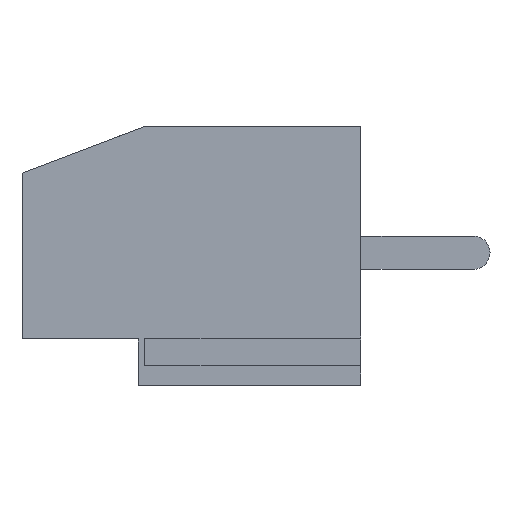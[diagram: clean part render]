
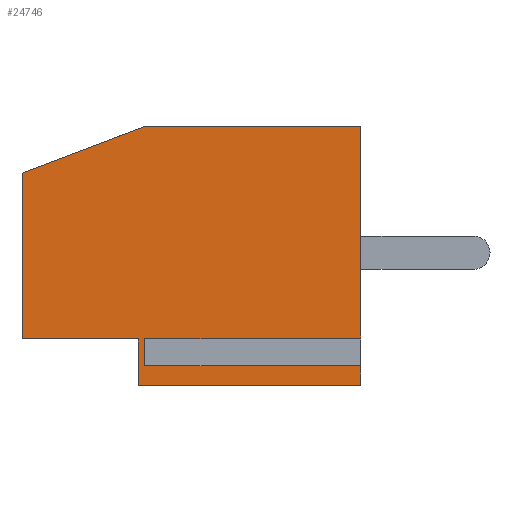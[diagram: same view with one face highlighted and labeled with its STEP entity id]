
A CAD part, left-side view. The second image highlights one B-rep face of the part: STEP entity #24746.
In plain terms, the highlighted planar face has unit normal (-1, 0, 0).
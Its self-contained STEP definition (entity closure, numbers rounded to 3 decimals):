
#536 = DIRECTION ( 'NONE',  ( 0., -0.935, 0.354 ) ) ;
#1110 = VERTEX_POINT ( 'NONE', #1258 ) ;
#1258 = CARTESIAN_POINT ( 'NONE',  ( 0., 6.7, 0. ) ) ;
#1346 = LINE ( 'NONE', #26373, #2731 ) ;
#1767 = VERTEX_POINT ( 'NONE', #2333 ) ;
#1802 = LINE ( 'NONE', #10167, #14436 ) ;
#1875 = VERTEX_POINT ( 'NONE', #16866 ) ;
#2333 = CARTESIAN_POINT ( 'NONE',  ( 0., 0., 0.782 ) ) ;
#2606 = DIRECTION ( 'NONE',  ( 0., 0., -1. ) ) ;
#2731 = VECTOR ( 'NONE', #20405, 1000. ) ;
#3058 = VECTOR ( 'NONE', #16520, 1000. ) ;
#3544 = EDGE_LOOP ( 'NONE', ( #26417, #19529, #17193, #20772, #15131, #19650, #6600, #8606, #14299, #6881, #26020 ) ) ;
#3571 = VERTEX_POINT ( 'NONE', #14800 ) ;
#3800 = VECTOR ( 'NONE', #15559, 1000. ) ;
#3911 = VERTEX_POINT ( 'NONE', #8792 ) ;
#3927 = VECTOR ( 'NONE', #18304, 1000. ) ;
#4210 = VECTOR ( 'NONE', #15818, 1000. ) ;
#4687 = LINE ( 'NONE', #13025, #17513 ) ;
#4831 = VERTEX_POINT ( 'NONE', #8035 ) ;
#4851 = CARTESIAN_POINT ( 'NONE',  ( 0., 10.2, 6.4 ) ) ;
#5465 = EDGE_CURVE ( 'NONE', #3571, #4831, #9778, .T. ) ;
#5625 = EDGE_CURVE ( 'NONE', #4831, #6168, #25111, .T. ) ;
#5898 = VERTEX_POINT ( 'NONE', #18083 ) ;
#6090 = EDGE_CURVE ( 'NONE', #3911, #6168, #22268, .T. ) ;
#6168 = VERTEX_POINT ( 'NONE', #24852 ) ;
#6453 = EDGE_CURVE ( 'NONE', #5898, #23061, #1802, .T. ) ;
#6600 = ORIENTED_EDGE ( 'NONE', *, *, #6453, .F. ) ;
#6881 = ORIENTED_EDGE ( 'NONE', *, *, #15295, .T. ) ;
#7231 = VERTEX_POINT ( 'NONE', #17052 ) ;
#7309 = PLANE ( 'NONE',  #18727 ) ;
#7767 = EDGE_CURVE ( 'NONE', #7231, #3571, #10796, .T. ) ;
#8035 = CARTESIAN_POINT ( 'NONE',  ( 0., 0., 1.218 ) ) ;
#8606 = ORIENTED_EDGE ( 'NONE', *, *, #14053, .T. ) ;
#8726 = LINE ( 'NONE', #17074, #4210 ) ;
#8792 = CARTESIAN_POINT ( 'NONE',  ( 0., 6.5, 7.8 ) ) ;
#9084 = CARTESIAN_POINT ( 'NONE',  ( 0., 10.2, 7.8 ) ) ;
#9778 = LINE ( 'NONE', #18121, #16205 ) ;
#10167 = CARTESIAN_POINT ( 'NONE',  ( 0., 10.2, 7.8 ) ) ;
#10796 = LINE ( 'NONE', #24500, #12753 ) ;
#11972 = CARTESIAN_POINT ( 'NONE',  ( 0., 10.2, 7.8 ) ) ;
#12753 = VECTOR ( 'NONE', #19137, 1000. ) ;
#13025 = CARTESIAN_POINT ( 'NONE',  ( 0., 6.7, 1.4 ) ) ;
#13216 = LINE ( 'NONE', #23642, #3800 ) ;
#13435 = DIRECTION ( 'NONE',  ( 0., 0., -1. ) ) ;
#14053 = EDGE_CURVE ( 'NONE', #5898, #1875, #13216, .T. ) ;
#14299 = ORIENTED_EDGE ( 'NONE', *, *, #16619, .T. ) ;
#14436 = VECTOR ( 'NONE', #18522, 1000. ) ;
#14800 = CARTESIAN_POINT ( 'NONE',  ( 0., 6.5, 1.218 ) ) ;
#14811 = CARTESIAN_POINT ( 'NONE',  ( 0., 10.2, 6.4 ) ) ;
#15131 = ORIENTED_EDGE ( 'NONE', *, *, #6090, .F. ) ;
#15295 = EDGE_CURVE ( 'NONE', #1110, #21691, #22710, .T. ) ;
#15559 = DIRECTION ( 'NONE',  ( 0., -1., 0. ) ) ;
#15818 = DIRECTION ( 'NONE',  ( 0., 0., 1. ) ) ;
#16205 = VECTOR ( 'NONE', #26435, 1000. ) ;
#16520 = DIRECTION ( 'NONE',  ( 0., 0., 1. ) ) ;
#16619 = EDGE_CURVE ( 'NONE', #1875, #1110, #4687, .T. ) ;
#16866 = CARTESIAN_POINT ( 'NONE',  ( 0., 6.7, 1.4 ) ) ;
#17052 = CARTESIAN_POINT ( 'NONE',  ( 0., 6.5, 0.782 ) ) ;
#17074 = CARTESIAN_POINT ( 'NONE',  ( 0., 0., 7.8 ) ) ;
#17193 = ORIENTED_EDGE ( 'NONE', *, *, #5465, .T. ) ;
#17370 = DIRECTION ( 'NONE',  ( 0., -1., 0. ) ) ;
#17513 = VECTOR ( 'NONE', #2606, 1000. ) ;
#18083 = CARTESIAN_POINT ( 'NONE',  ( 0., 10.2, 1.4 ) ) ;
#18121 = CARTESIAN_POINT ( 'NONE',  ( 0., 6.5, 1.218 ) ) ;
#18304 = DIRECTION ( 'NONE',  ( 0., -1., 0. ) ) ;
#18522 = DIRECTION ( 'NONE',  ( 0., 0., 1. ) ) ;
#18667 = VECTOR ( 'NONE', #536, 1000. ) ;
#18727 = AXIS2_PLACEMENT_3D ( 'NONE', #9084, #25907, #13435 ) ;
#19137 = DIRECTION ( 'NONE',  ( 0., 0., 1. ) ) ;
#19529 = ORIENTED_EDGE ( 'NONE', *, *, #7767, .T. ) ;
#19650 = ORIENTED_EDGE ( 'NONE', *, *, #26223, .F. ) ;
#20405 = DIRECTION ( 'NONE',  ( 0., -1., 0. ) ) ;
#20450 = EDGE_CURVE ( 'NONE', #7231, #1767, #1346, .T. ) ;
#20772 = ORIENTED_EDGE ( 'NONE', *, *, #5625, .T. ) ;
#21691 = VERTEX_POINT ( 'NONE', #23122 ) ;
#22268 = LINE ( 'NONE', #11972, #3927 ) ;
#22710 = LINE ( 'NONE', #24889, #23998 ) ;
#22804 = CARTESIAN_POINT ( 'NONE',  ( 0., 0., 7.8 ) ) ;
#23061 = VERTEX_POINT ( 'NONE', #14811 ) ;
#23122 = CARTESIAN_POINT ( 'NONE',  ( 0., 0., 0. ) ) ;
#23225 = LINE ( 'NONE', #4851, #18667 ) ;
#23642 = CARTESIAN_POINT ( 'NONE',  ( 0., 10.2, 1.4 ) ) ;
#23998 = VECTOR ( 'NONE', #17370, 1000. ) ;
#24500 = CARTESIAN_POINT ( 'NONE',  ( 0., 6.5, 0.782 ) ) ;
#24746 = ADVANCED_FACE ( 'NONE', ( #26039 ), #7309, .F. ) ;
#24852 = CARTESIAN_POINT ( 'NONE',  ( 0., 0., 7.8 ) ) ;
#24889 = CARTESIAN_POINT ( 'NONE',  ( 0., 10.2, 0. ) ) ;
#25111 = LINE ( 'NONE', #22804, #3058 ) ;
#25839 = EDGE_CURVE ( 'NONE', #21691, #1767, #8726, .T. ) ;
#25907 = DIRECTION ( 'NONE',  ( 1., 0., 0. ) ) ;
#26020 = ORIENTED_EDGE ( 'NONE', *, *, #25839, .T. ) ;
#26039 = FACE_OUTER_BOUND ( 'NONE', #3544, .T. ) ;
#26223 = EDGE_CURVE ( 'NONE', #23061, #3911, #23225, .T. ) ;
#26373 = CARTESIAN_POINT ( 'NONE',  ( 0., 6.5, 0.782 ) ) ;
#26417 = ORIENTED_EDGE ( 'NONE', *, *, #20450, .F. ) ;
#26435 = DIRECTION ( 'NONE',  ( 0., -1., 0. ) ) ;
